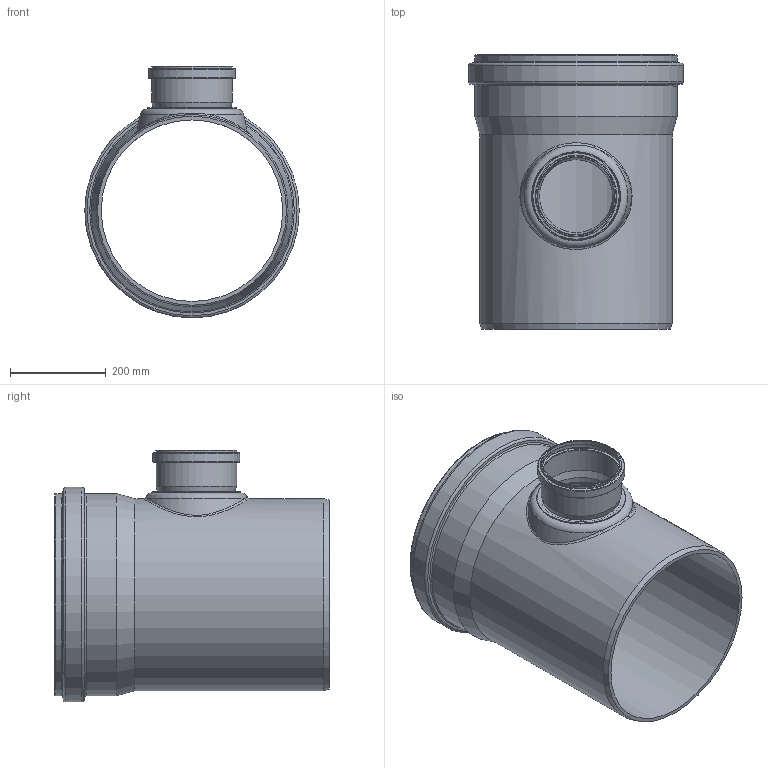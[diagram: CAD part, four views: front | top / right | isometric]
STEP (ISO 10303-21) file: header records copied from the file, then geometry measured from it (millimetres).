
FILE_DESCRIPTION(/* description */ (''),/* implementation_level */ '2;1');
FILE_NAME(/* name */ '226440 KGEA Abzweig DN_OD 400_160_87°.stp',/* time_stamp */ '2017-05-22T08:54:13+02:00',/* author */ ('user1'),/* organization */ (''),/* preprocessor_version */ 'ST-DEVELOPER v16.1',/* originating_system */ 'Autodesk Inventor 2016',/* authorisation */ '');
FILE_SCHEMA (('AUTOMOTIVE_DESIGN { 1 0 10303 214 3 1 1 }'));
Length unit declared in the file: millimetre
Products named in the file (4): 226440 KGEA Abzweig DN_OD 400_160_87°; 226440 KGEA Abzweig DN_OD 400_160_87° Dichtung; 226440 KGEA Abzweig DN_OD 400_160_87° Abzweig; 226440 KGEA Abzweig DN_OD 400_160_87°_1
Assembly tree (3 placements, depth 2):
  226440 KGEA Abzweig DN_OD 400_160_87°_1
    226440 KGEA Abzweig DN_OD 400_160_87°
    226440 KGEA Abzweig DN_OD 400_160_87° Dichtung
    226440 KGEA Abzweig DN_OD 400_160_87° Abzweig
Bounding box: 447.1 x 572 x 525 mm (x, y, z)
Volume: 8003896.8 mm3; surface area: 1659654.7 mm2
Topology: 3 solids, 3 shells, 82 faces, 156 edges, 86 vertices
Faces by surface type: torus 26, cylinder 22, cone 17, plane 12, bspline 5
Full cylindrical faces by diameter (mm): 152.15 x1, 160 x1, 160.15 x1, 160.75 x1, 161 x2, 167.95 x1, 168.2 x1, 170 x2, 174.5 x1, 181.7 x1, 184.5 x2, 378.35 x1, 400.35 x1, 402 x1, 402.4 x1, 421.1 x1, 421.4 x1, 429.1 x1, 447.1 x1
Entity records: 2245 total; most frequent: CARTESIAN_POINT 739, DIRECTION 330, ORIENTED_EDGE 182, AXIS2_PLACEMENT_3D 165, EDGE_LOOP 159, EDGE_CURVE 91, VERTEX_POINT 84, FACE_OUTER_BOUND 82
